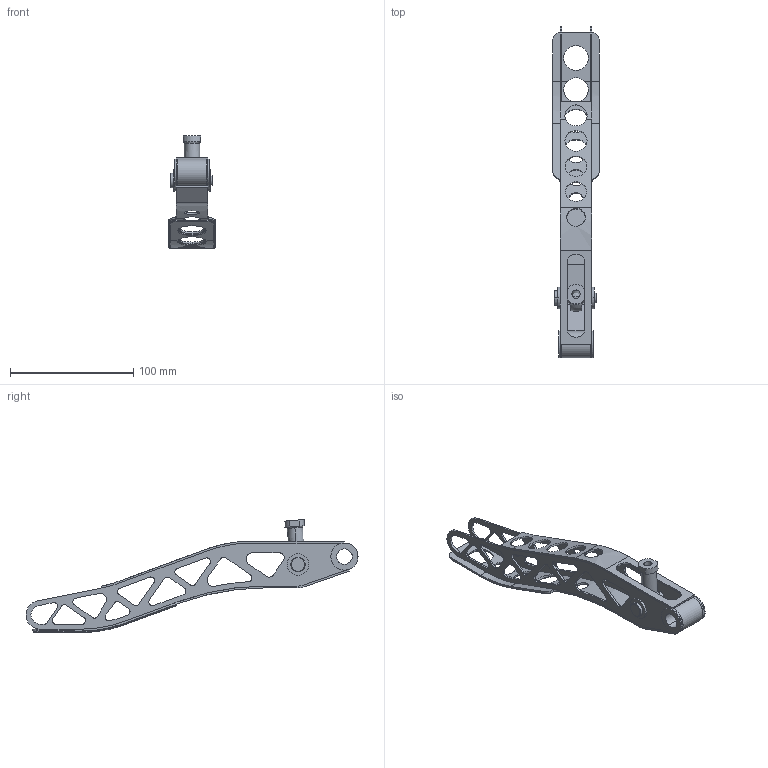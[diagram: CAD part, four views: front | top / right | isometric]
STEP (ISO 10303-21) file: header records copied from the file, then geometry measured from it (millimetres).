
FILE_DESCRIPTION (( 'STEP AP214' ), '1' );
FILE_NAME ('PedalClutch.STEP', '2019-01-26T03:27:43', ( 'pattaya2u' ), ( 'Microsoft' ), 'SwSTEP 2.0', 'SolidWorks 2018', '' );
FILE_SCHEMA (( 'AUTOMOTIVE_DESIGN' ));
Length unit declared in the file: millimetre
Products named in the file (9): Basic External Retaining Ring_AI_B27.1 - NA1-31; PedalClutchPin; RodEnd312Fem; RodEndRace312Fem; RodEndBall312; PedalPadBrake; PedalBushing; PedalClutch_Finished Design; PedalClutch
Assembly tree (9 placements, depth 3):
  PedalClutch
    PedalClutch_Finished Design
    PedalBushing  x2
    PedalPadBrake
    RodEnd312Fem
      RodEndBall312
      RodEndRace312Fem
    PedalClutchPin
    Basic External Retaining Ring_AI_B27.1 - NA1-31
Bounding box: 38 x 269.8 x 91.74 mm (x, y, z)
Volume: 47662.9 mm3; surface area: 66175 mm2
Topology: 15 solids, 15 shells, 435 faces, 1162 edges, 746 vertices
Faces by surface type: cylinder 219, plane 161, bspline 28, torus 15, sphere 6, cone 6
Entity records: 18793 total; most frequent: CARTESIAN_POINT 5776, DIRECTION 2332, ORIENTED_EDGE 2256, EDGE_CURVE 1128, AXIS2_PLACEMENT_3D 886, VERTEX_POINT 724, VECTOR 560, LINE 560
